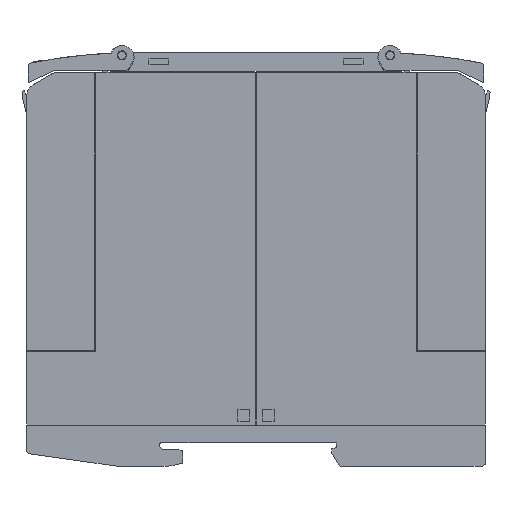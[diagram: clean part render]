
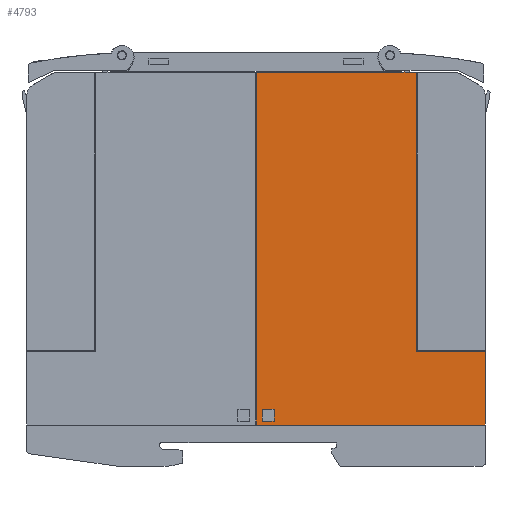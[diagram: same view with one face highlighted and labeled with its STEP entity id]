
A CAD part, left-side view. The second image highlights one B-rep face of the part: STEP entity #4793.
In plain terms, the highlighted planar face has unit normal (-1, 0, 0).
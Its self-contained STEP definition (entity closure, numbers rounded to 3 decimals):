
#4793=ADVANCED_FACE('',(#9774,#9775),#9776,.T.);
#9774=FACE_BOUND('',#14821,.T.);
#9775=FACE_OUTER_BOUND('',#14822,.T.);
#9776=PLANE('',#14823);
#14821=EDGE_LOOP('',(#30013,#30014,#30015,#30016));
#14822=EDGE_LOOP('',(#30017,#30018,#30019,#30020,#30021,#30022));
#14823=AXIS2_PLACEMENT_3D('',#30023,#30024,#30025);
#30013=ORIENTED_EDGE('',*,*,#36591,.T.);
#30014=ORIENTED_EDGE('',*,*,#36567,.T.);
#30015=ORIENTED_EDGE('',*,*,#36575,.T.);
#30016=ORIENTED_EDGE('',*,*,#36588,.T.);
#30017=ORIENTED_EDGE('',*,*,#32698,.T.);
#30018=ORIENTED_EDGE('',*,*,#32708,.T.);
#30019=ORIENTED_EDGE('',*,*,#36598,.T.);
#30020=ORIENTED_EDGE('',*,*,#36581,.F.);
#30021=ORIENTED_EDGE('',*,*,#36599,.T.);
#30022=ORIENTED_EDGE('',*,*,#36594,.T.);
#30023=CARTESIAN_POINT('',(0.0,25.949,9.001));
#30024=DIRECTION('',(-1.0,0.0,0.0));
#30025=DIRECTION('',(0.0,-1.0,0.0));
#32698=EDGE_CURVE('',#39912,#39916,#39918,.T.);
#32708=EDGE_CURVE('',#39916,#39936,#39937,.T.);
#36567=EDGE_CURVE('',#45652,#45650,#45653,.T.);
#36575=EDGE_CURVE('',#45650,#45661,#45663,.T.);
#36581=EDGE_CURVE('',#45672,#45674,#45675,.T.);
#36588=EDGE_CURVE('',#45661,#45684,#45686,.T.);
#36591=EDGE_CURVE('',#45684,#45652,#45689,.T.);
#36594=EDGE_CURVE('',#45692,#39912,#45693,.T.);
#36598=EDGE_CURVE('',#39936,#45674,#45698,.T.);
#36599=EDGE_CURVE('',#45672,#45692,#45699,.T.);
#39912=VERTEX_POINT('',#50947);
#39916=VERTEX_POINT('',#50953);
#39918=LINE('',#50956,#50957);
#39936=VERTEX_POINT('',#50983);
#39937=LINE('',#50984,#50985);
#45650=VERTEX_POINT('',#59604);
#45652=VERTEX_POINT('',#59607);
#45653=LINE('',#59608,#59609);
#45661=VERTEX_POINT('',#59621);
#45663=LINE('',#59624,#59625);
#45672=VERTEX_POINT('',#59637);
#45674=VERTEX_POINT('',#59640);
#45675=LINE('',#59641,#59642);
#45684=VERTEX_POINT('',#59655);
#45686=LINE('',#59658,#59659);
#45689=LINE('',#59663,#59664);
#45692=VERTEX_POINT('',#59667);
#45693=LINE('',#59668,#59669);
#45698=LINE('',#59676,#59677);
#45699=LINE('',#59678,#59679);
#50947=CARTESIAN_POINT('',(0.0,0.999,25.101));
#50953=CARTESIAN_POINT('',(0.0,16.099,25.101));
#50956=CARTESIAN_POINT('',(0.0,17.224,25.101));
#50957=VECTOR('',#62156,1.0);
#50983=CARTESIAN_POINT('',(0.0,16.099,85.801));
#50984=CARTESIAN_POINT('',(0.0,16.099,32.226));
#50985=VECTOR('',#62165,1.0);
#59604=CARTESIAN_POINT('',(0.0,46.999,12.401));
#59607=CARTESIAN_POINT('',(0.0,49.599,12.401));
#59608=CARTESIAN_POINT('',(0.0,37.124,12.401));
#59609=VECTOR('',#65888,1.0);
#59621=CARTESIAN_POINT('',(0.0,46.999,9.801));
#59624=CARTESIAN_POINT('',(0.0,46.999,10.051));
#59625=VECTOR('',#65894,1.0);
#59637=CARTESIAN_POINT('',(0.0,50.899,9.001));
#59640=CARTESIAN_POINT('',(0.0,50.899,85.801));
#59641=CARTESIAN_POINT('',(0.0,50.899,9.001));
#59642=VECTOR('',#65899,1.0);
#59655=CARTESIAN_POINT('',(0.0,49.599,9.801));
#59658=CARTESIAN_POINT('',(0.0,37.124,9.801));
#59659=VECTOR('',#65905,1.0);
#59663=CARTESIAN_POINT('',(0.0,49.599,10.051));
#59664=VECTOR('',#65907,1.0);
#59667=CARTESIAN_POINT('',(0.0,0.999,9.001));
#59668=CARTESIAN_POINT('',(0.0,0.999,9.001));
#59669=VECTOR('',#65908,1.0);
#59676=CARTESIAN_POINT('',(0.0,50.899,85.801));
#59677=VECTOR('',#65911,1.0);
#59678=CARTESIAN_POINT('',(0.0,50.899,9.001));
#59679=VECTOR('',#65912,1.0);
#62156=DIRECTION('',(0.0,1.0,-0.0));
#62165=DIRECTION('',(0.0,0.0,1.0));
#65888=DIRECTION('',(-0.0,-1.0,-0.0));
#65894=DIRECTION('',(-0.0,-0.0,-1.0));
#65899=DIRECTION('',(0.0,0.0,1.0));
#65905=DIRECTION('',(0.0,1.0,-0.0));
#65907=DIRECTION('',(0.0,0.0,1.0));
#65908=DIRECTION('',(0.0,0.0,1.0));
#65911=DIRECTION('',(0.0,1.0,-0.0));
#65912=DIRECTION('',(0.0,-1.0,0.0));
